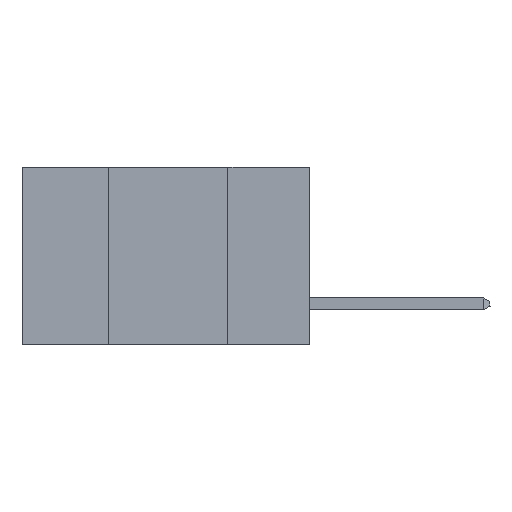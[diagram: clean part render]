
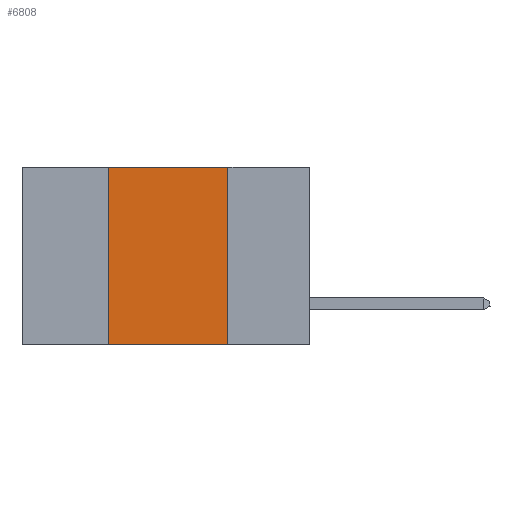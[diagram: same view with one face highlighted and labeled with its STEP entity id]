
A CAD part, left-side view. The second image highlights one B-rep face of the part: STEP entity #6808.
In plain terms, the highlighted planar face has unit normal (-1, 0, 0).
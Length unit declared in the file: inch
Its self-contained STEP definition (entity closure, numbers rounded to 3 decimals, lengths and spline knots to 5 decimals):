
#871 = EDGE_CURVE ( 'NONE', #14234, #12937, #1291, .T. ) ;
#1291 = LINE ( 'NONE', #1682, #2136 ) ;
#1682 = CARTESIAN_POINT ( 'NONE',  ( 0., 0.6, 0. ) ) ;
#2136 = VECTOR ( 'NONE', #7024, 39.37008 ) ;
#2555 = CARTESIAN_POINT ( 'NONE',  ( 0., 0.42, -0.37 ) ) ;
#2909 = DIRECTION ( 'NONE',  ( 1., 0., 0. ) ) ;
#4651 = VECTOR ( 'NONE', #15121, 39.37008 ) ;
#5669 = EDGE_CURVE ( 'NONE', #5904, #13657, #12803, .T. ) ;
#5904 = VERTEX_POINT ( 'NONE', #2555 ) ;
#6463 = FACE_OUTER_BOUND ( 'NONE', #17401, .T. ) ;
#6808 = ADVANCED_FACE ( 'NONE', ( #6463 ), #22490, .F. ) ;
#7024 = DIRECTION ( 'NONE',  ( 0., -1., 0. ) ) ;
#8159 = LINE ( 'NONE', #10488, #11810 ) ;
#8583 = LINE ( 'NONE', #18751, #4651 ) ;
#8609 = ORIENTED_EDGE ( 'NONE', *, *, #14807, .F. ) ;
#9342 = EDGE_CURVE ( 'NONE', #5904, #14234, #8583, .T. ) ;
#9617 = ORIENTED_EDGE ( 'NONE', *, *, #5669, .T. ) ;
#10488 = CARTESIAN_POINT ( 'NONE',  ( 0., 0.17, 0. ) ) ;
#11803 = CARTESIAN_POINT ( 'NONE',  ( 0., 0.6, 0. ) ) ;
#11810 = VECTOR ( 'NONE', #15974, 39.37008 ) ;
#12803 = LINE ( 'NONE', #21295, #14175 ) ;
#12937 = VERTEX_POINT ( 'NONE', #20206 ) ;
#13306 = ORIENTED_EDGE ( 'NONE', *, *, #871, .F. ) ;
#13491 = CARTESIAN_POINT ( 'NONE',  ( 0., 0.17, -0.37 ) ) ;
#13657 = VERTEX_POINT ( 'NONE', #13491 ) ;
#14175 = VECTOR ( 'NONE', #19638, 39.37008 ) ;
#14234 = VERTEX_POINT ( 'NONE', #22017 ) ;
#14807 = EDGE_CURVE ( 'NONE', #12937, #13657, #8159, .T. ) ;
#15121 = DIRECTION ( 'NONE',  ( 0., 0., 1. ) ) ;
#15974 = DIRECTION ( 'NONE',  ( 0., 0., -1. ) ) ;
#17172 = DIRECTION ( 'NONE',  ( 0., 0., -1. ) ) ;
#17401 = EDGE_LOOP ( 'NONE', ( #8609, #13306, #19229, #9617 ) ) ;
#17856 = AXIS2_PLACEMENT_3D ( 'NONE', #11803, #2909, #17172 ) ;
#18751 = CARTESIAN_POINT ( 'NONE',  ( 0., 0.42, 0. ) ) ;
#19229 = ORIENTED_EDGE ( 'NONE', *, *, #9342, .F. ) ;
#19638 = DIRECTION ( 'NONE',  ( 0., -1., 0. ) ) ;
#20206 = CARTESIAN_POINT ( 'NONE',  ( 0., 0.17, 0. ) ) ;
#21295 = CARTESIAN_POINT ( 'NONE',  ( 0., 0.6, -0.37 ) ) ;
#22017 = CARTESIAN_POINT ( 'NONE',  ( 0., 0.42, 0. ) ) ;
#22490 = PLANE ( 'NONE',  #17856 ) ;
